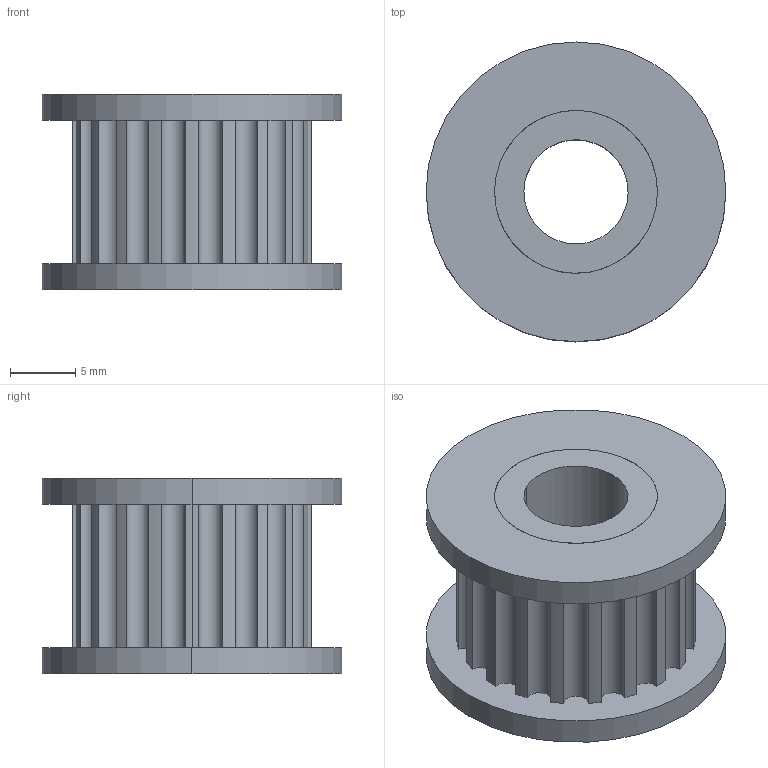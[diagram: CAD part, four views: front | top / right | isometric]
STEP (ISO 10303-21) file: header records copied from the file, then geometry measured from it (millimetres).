
FILE_DESCRIPTION (( 'STEP AP214' ), '1' );
FILE_NAME ('B639 Øêèâ HTD3M 20 çóáüåâ, äèàìåòð âàëà 8 ìì.STEP', '2024-03-11T13:54:37', ( '' ), ( '' ), 'SwSTEP 2.0', 'SolidWorks 2022', '' );
FILE_SCHEMA (( 'AUTOMOTIVE_DESIGN' ));
Length unit declared in the file: millimetre
Products named in the file (4): B639 Шкив HTD3M 20 зубьев, диаметр вала 8 мм_00; B639 Подшипник_00; B639 Шкив HTD3M 20 зубьев, диаметр вала 8 мм
Assembly tree (3 placements, depth 3):
  B639 Шкив HTD3M 20 зубьев, диаметр вала 8 мм
    B639 Шкив HTD3M 20 зубьев, диаметр вала 8 мм_00
      B639 Шкив HTD3M 20 зубьев, диаметр вала 8 мм_00
      B639 Подшипник_00
Bounding box: 23 x 23 x 15 mm (x, y, z)
Volume: 3508.5 mm3; surface area: 3808.3 mm2
Topology: 2 solids, 2 shells, 67 faces, 183 edges, 122 vertices
Faces by surface type: cylinder 61, plane 6
Entity records: 2343 total; most frequent: DIRECTION 453, CARTESIAN_POINT 379, ORIENTED_EDGE 366, AXIS2_PLACEMENT_3D 196, EDGE_CURVE 183, CIRCLE 122, VERTEX_POINT 122, EDGE_LOOP 73
